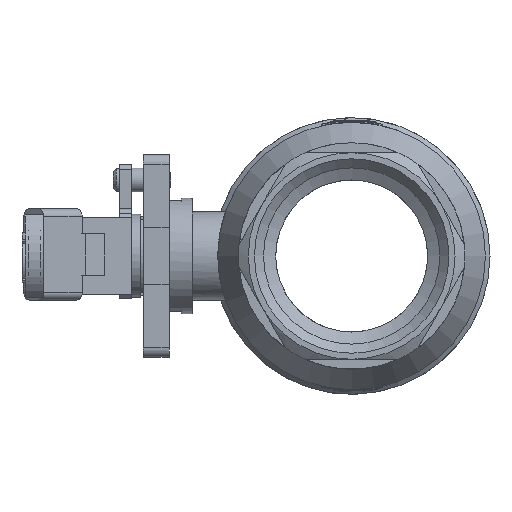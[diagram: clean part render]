
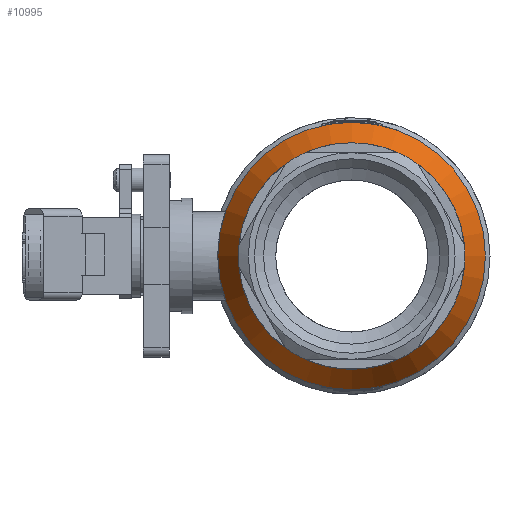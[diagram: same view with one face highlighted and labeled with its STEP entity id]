
A CAD part, left-side view. The second image highlights one B-rep face of the part: STEP entity #10995.
In plain terms, the highlighted conical face has half-angle 30 degrees and reference radius 44 mm.
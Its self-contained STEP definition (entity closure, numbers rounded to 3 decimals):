
#103=CONICAL_SURFACE('',#11785,44.,0.524);
#747=CIRCLE('',#11781,44.);
#749=CIRCLE('',#11784,37.25);
#4925=ORIENTED_EDGE('',*,*,#7220,.T.);
#4926=ORIENTED_EDGE('',*,*,#7223,.F.);
#7220=EDGE_CURVE('',#8500,#8500,#747,.T.);
#7223=EDGE_CURVE('',#8503,#8503,#749,.T.);
#8500=VERTEX_POINT('',#21408);
#8503=VERTEX_POINT('',#21439);
#9379=EDGE_LOOP('',(#4925));
#9380=EDGE_LOOP('',(#4926));
#10160=FACE_BOUND('',#9379,.T.);
#10161=FACE_BOUND('',#9380,.T.);
#10995=ADVANCED_FACE('',(#10160,#10161),#103,.T.);
#11781=AXIS2_PLACEMENT_3D('',#21407,#13485,#13486);
#11784=AXIS2_PLACEMENT_3D('',#21438,#13491,#13492);
#11785=AXIS2_PLACEMENT_3D('',#21440,#13493,#13494);
#13485=DIRECTION('',(-1.,0.,0.));
#13486=DIRECTION('',(0.,0.,1.));
#13491=DIRECTION('',(-1.,0.,0.));
#13492=DIRECTION('',(0.,0.,1.));
#13493=DIRECTION('',(1.,0.,0.));
#13494=DIRECTION('',(0.,0.,-1.));
#21407=CARTESIAN_POINT('',(-27.2,0.,0.));
#21408=CARTESIAN_POINT('',(-27.2,0.,44.));
#21438=CARTESIAN_POINT('',(-38.891,0.,0.));
#21439=CARTESIAN_POINT('',(-38.891,0.,37.25));
#21440=CARTESIAN_POINT('',(-27.2,0.,0.));
